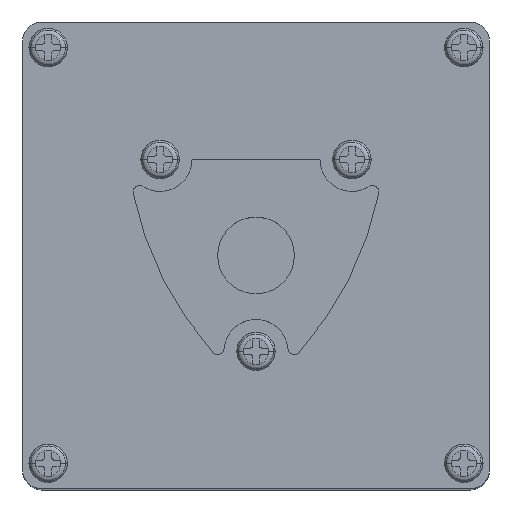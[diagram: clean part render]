
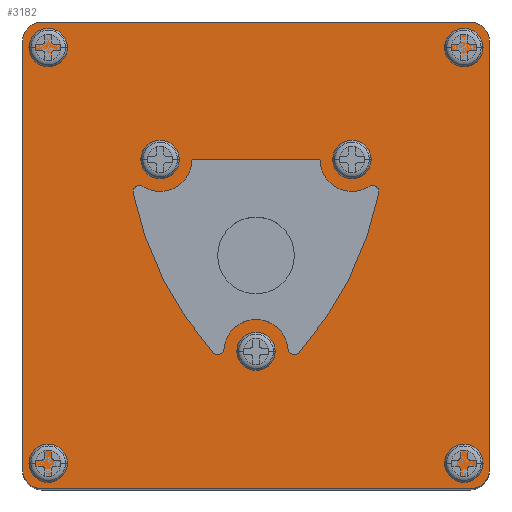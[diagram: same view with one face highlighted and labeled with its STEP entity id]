
A CAD part, top view. The second image highlights one B-rep face of the part: STEP entity #3182.
In plain terms, the highlighted planar face has unit normal (0, 0, 1).
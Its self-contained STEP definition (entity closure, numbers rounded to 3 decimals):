
#2890=CARTESIAN_POINT('',(3.,3.,2.));
#2891=DIRECTION('',(0.,0.,1.));
#2892=DIRECTION('',(-1.,0.,0.));
#2893=AXIS2_PLACEMENT_3D('',#2890,#2891,#2892);
#2898=DIRECTION('',(0.,-1.,0.));
#2899=VECTOR('',#2898,67.);
#2900=CARTESIAN_POINT('',(0.,70.,2.));
#2901=LINE('',#2900,#2899);
#2905=CARTESIAN_POINT('',(3.,70.,2.));
#2906=DIRECTION('',(0.,0.,1.));
#2907=DIRECTION('',(0.,1.,0.));
#2908=AXIS2_PLACEMENT_3D('',#2905,#2906,#2907);
#2913=DIRECTION('',(-1.,0.,0.));
#2914=VECTOR('',#2913,67.);
#2915=CARTESIAN_POINT('',(70.,73.,2.));
#2916=LINE('',#2915,#2914);
#2920=CARTESIAN_POINT('',(70.,70.,2.));
#2921=DIRECTION('',(0.,0.,1.));
#2922=DIRECTION('',(1.,0.,0.));
#2923=AXIS2_PLACEMENT_3D('',#2920,#2921,#2922);
#2928=DIRECTION('',(0.,1.,0.));
#2929=VECTOR('',#2928,67.);
#2930=CARTESIAN_POINT('',(73.,3.,2.));
#2931=LINE('',#2930,#2929);
#2935=CARTESIAN_POINT('',(70.,3.,2.));
#2936=DIRECTION('',(0.,0.,1.));
#2937=DIRECTION('',(0.,-1.,0.));
#2938=AXIS2_PLACEMENT_3D('',#2935,#2936,#2937);
#2943=DIRECTION('',(1.,0.,0.));
#2944=VECTOR('',#2943,67.);
#2945=CARTESIAN_POINT('',(3.,0.,2.));
#2946=LINE('',#2945,#2944);
#2950=CARTESIAN_POINT('',(36.5,36.5,2.));
#2951=DIRECTION('',(0.,0.,-1.));
#2952=DIRECTION('',(-1.,0.,0.));
#2953=AXIS2_PLACEMENT_3D('',#2950,#2951,#2952);
#2958=CARTESIAN_POINT('',(36.5,36.5,2.));
#2959=DIRECTION('',(0.,0.,-1.));
#2960=DIRECTION('',(1.,0.,0.));
#2961=AXIS2_PLACEMENT_3D('',#2958,#2959,#2960);
#3098=CARTESIAN_POINT('',(0.,3.,2.));
#3099=CARTESIAN_POINT('',(3.,0.,2.));
#3100=VERTEX_POINT('',#3098);
#3101=VERTEX_POINT('',#3099);
#3108=CARTESIAN_POINT('',(70.,0.,2.));
#3109=VERTEX_POINT('',#3108);
#3120=CARTESIAN_POINT('',(73.,3.,2.));
#3121=VERTEX_POINT('',#3120);
#3122=CARTESIAN_POINT('',(73.,70.,2.));
#3123=VERTEX_POINT('',#3122);
#3124=CARTESIAN_POINT('',(70.,73.,2.));
#3125=VERTEX_POINT('',#3124);
#3126=CARTESIAN_POINT('',(3.,73.,2.));
#3127=VERTEX_POINT('',#3126);
#3128=CARTESIAN_POINT('',(0.,70.,2.));
#3129=VERTEX_POINT('',#3128);
#3134=CARTESIAN_POINT('',(30.5,36.5,2.));
#3135=CARTESIAN_POINT('',(42.5,36.5,2.));
#3136=VERTEX_POINT('',#3134);
#3137=VERTEX_POINT('',#3135);
#3154=CARTESIAN_POINT('',(36.5,36.5,2.));
#3155=DIRECTION('',(0.,0.,1.));
#3156=DIRECTION('',(1.,0.,0.));
#3157=AXIS2_PLACEMENT_3D('',#3154,#3155,#3156);
#3158=PLANE('',#3157);
#3159=ORIENTED_EDGE('',*,*,#3143,.F.);
#3161=ORIENTED_EDGE('',*,*,#3160,.F.);
#3163=ORIENTED_EDGE('',*,*,#3162,.F.);
#3165=ORIENTED_EDGE('',*,*,#3164,.F.);
#3167=ORIENTED_EDGE('',*,*,#3166,.F.);
#3169=ORIENTED_EDGE('',*,*,#3168,.F.);
#3171=ORIENTED_EDGE('',*,*,#3170,.F.);
#3173=ORIENTED_EDGE('',*,*,#3172,.F.);
#3174=EDGE_LOOP('',(#3159,#3161,#3163,#3165,#3167,#3169,#3171,#3173));
#3175=FACE_OUTER_BOUND('',#3174,.F.);
#3177=ORIENTED_EDGE('',*,*,#3176,.F.);
#3179=ORIENTED_EDGE('',*,*,#3178,.F.);
#3180=EDGE_LOOP('',(#3177,#3179));
#3181=FACE_BOUND('',#3180,.F.);
#2894=CIRCLE('',#2893,3.);
#2909=CIRCLE('',#2908,3.);
#2924=CIRCLE('',#2923,3.);
#2939=CIRCLE('',#2938,3.);
#2954=CIRCLE('',#2953,6.);
#2962=CIRCLE('',#2961,6.);
#3143=EDGE_CURVE('',#3100,#3101,#2894,.T.);
#3160=EDGE_CURVE('',#3129,#3100,#2901,.T.);
#3162=EDGE_CURVE('',#3127,#3129,#2909,.T.);
#3164=EDGE_CURVE('',#3125,#3127,#2916,.T.);
#3166=EDGE_CURVE('',#3123,#3125,#2924,.T.);
#3168=EDGE_CURVE('',#3121,#3123,#2931,.T.);
#3170=EDGE_CURVE('',#3109,#3121,#2939,.T.);
#3172=EDGE_CURVE('',#3101,#3109,#2946,.T.);
#3176=EDGE_CURVE('',#3136,#3137,#2954,.T.);
#3178=EDGE_CURVE('',#3137,#3136,#2962,.T.);
#3182=ADVANCED_FACE('',(#3175,#3181),#3158,.T.);
